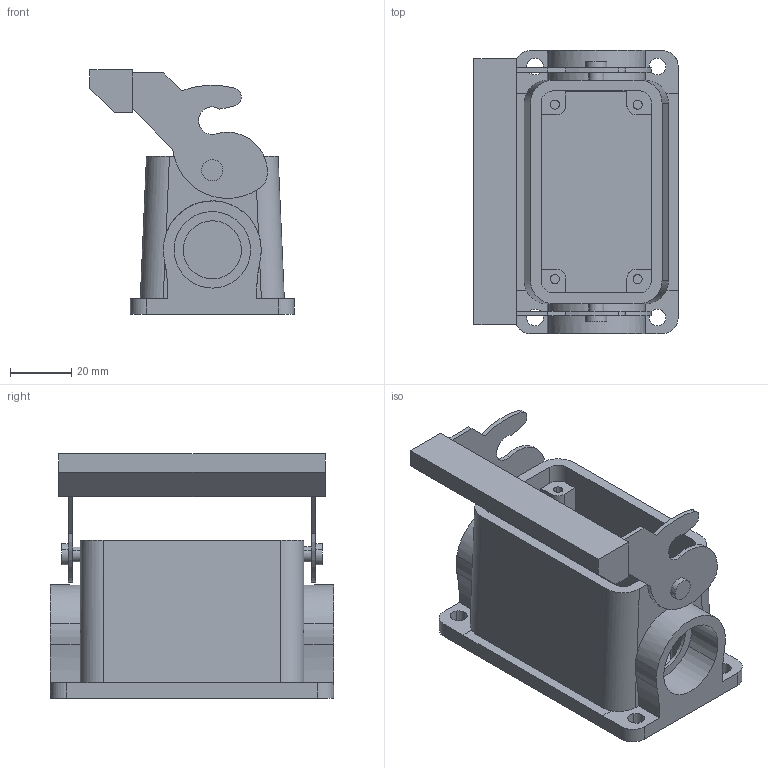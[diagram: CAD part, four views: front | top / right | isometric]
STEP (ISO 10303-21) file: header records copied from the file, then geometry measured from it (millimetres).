
FILE_DESCRIPTION(('CATIA V5 STEP Exchange','CAx-IF Rec.Pracs.--- Model Styling and Organization---1.4--- 2014-01-23'),'2;1');
FILE_NAME ('13181732_2', '2019-07-25T14:43:54+00:00', ('none'), ('Weidmueller'), 'CATIA Version 5-6 Release 2016 SP3 HF44', 'CATIA V5 STEP AP214', 'none');
FILE_SCHEMA(('AUTOMOTIVE_DESIGN { 1 0 10303 214 1 1 1 1 }'));
Length unit declared in the file: millimetre
Products named in the file (1): 1901640000
Bounding box: 66.75 x 92.5 x 79.8 mm (x, y, z)
Volume: 100976.4 mm3; surface area: 42390.4 mm2
Topology: 1 solids, 1 shells, 132 faces, 355 edges, 238 vertices
Faces by surface type: cylinder 68, plane 64
Entity records: 4073 total; most frequent: CARTESIAN_POINT 919, ORIENTED_EDGE 710, DIRECTION 511, EDGE_CURVE 355, VERTEX_POINT 238, AXIS2_PLACEMENT_3D 214, VECTOR 205, LINE 205
